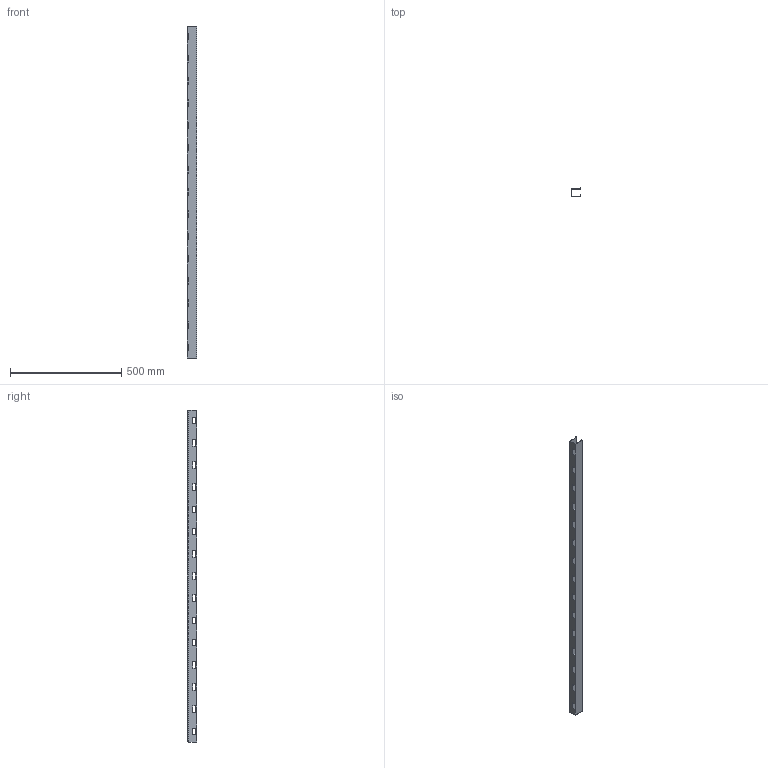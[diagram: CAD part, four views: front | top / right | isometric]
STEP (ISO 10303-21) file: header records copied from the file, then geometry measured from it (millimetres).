
FILE_DESCRIPTION((''),'2;1');
FILE_NAME('20003583P01','2023-05-23T12:02:08',('sivasanker.y'),(''),'CREO PARAMETRIC BY PTC INC, 2021284','CREO PARAMETRIC BY PTC INC, 2021284','');
FILE_SCHEMA(('CONFIG_CONTROL_DESIGN'));
Length unit declared in the file: millimetre
Products named in the file (1): 20003583P01
Bounding box: 45 x 40.75 x 1495 mm (x, y, z)
Volume: 143813.7 mm3; surface area: 387084.1 mm2
Topology: 1 solids, 1 shells, 78 faces, 318 edges, 212 vertices
Faces by surface type: plane 74, cylinder 4
Entity records: 3328 total; most frequent: ORIENTED_EDGE 636, CARTESIAN_POINT 608, DIRECTION 482, EDGE_CURVE 318, VECTOR 310, LINE 310, VERTEX_POINT 212, AXIS2_PLACEMENT_3D 86
